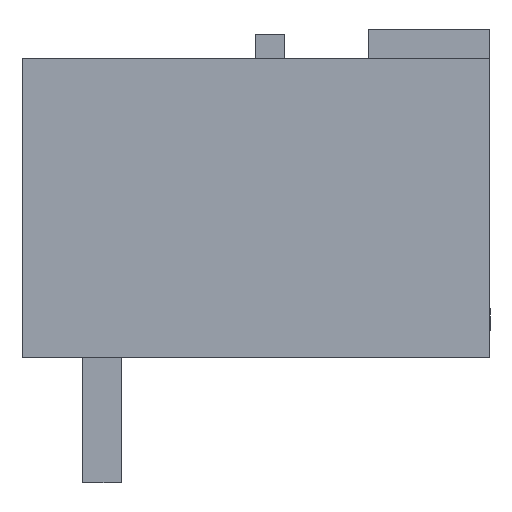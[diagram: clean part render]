
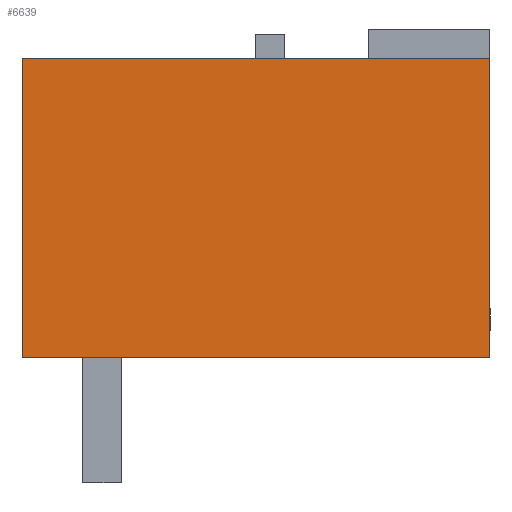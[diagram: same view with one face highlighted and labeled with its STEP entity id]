
A CAD part, left-side view. The second image highlights one B-rep face of the part: STEP entity #6639.
In plain terms, the highlighted planar face has unit normal (-1, 0, 0).
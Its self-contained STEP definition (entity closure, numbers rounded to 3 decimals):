
#6626=AXIS2_PLACEMENT_3D('Plane Axis2P3D',#6623,#6624,#6625) ;
#4886=CARTESIAN_POINT('Vertex',(0.,12.,3.2)) ;
#4889=CARTESIAN_POINT('Line Origine',(0.,12.,7.04)) ;
#4893=CARTESIAN_POINT('Vertex',(0.,12.,10.88)) ;
#5425=CARTESIAN_POINT('Vertex',(0.,0.,10.88)) ;
#5428=CARTESIAN_POINT('Line Origine',(0.,0.,7.04)) ;
#5432=CARTESIAN_POINT('Vertex',(0.,0.,3.2)) ;
#6524=CARTESIAN_POINT('Line Origine',(0.,6.,10.88)) ;
#6623=CARTESIAN_POINT('Axis2P3D Location',(0.,0.,10.88)) ;
#6628=CARTESIAN_POINT('Line Origine',(0.,6.,3.2)) ;
#4890=DIRECTION('Vector Direction',(0.,0.,-1.)) ;
#5429=DIRECTION('Vector Direction',(0.,0.,-1.)) ;
#6525=DIRECTION('Vector Direction',(0.,1.,0.)) ;
#6624=DIRECTION('Axis2P3D Direction',(1.,0.,0.)) ;
#6625=DIRECTION('Axis2P3D XDirection',(0.,0.,-1.)) ;
#6629=DIRECTION('Vector Direction',(0.,1.,0.)) ;
#4891=VECTOR('Line Direction',#4890,1.) ;
#5430=VECTOR('Line Direction',#5429,1.) ;
#6526=VECTOR('Line Direction',#6525,1.) ;
#6630=VECTOR('Line Direction',#6629,1.) ;
#6634=ORIENTED_EDGE('',*,*,#6632,.F.) ;
#6635=ORIENTED_EDGE('',*,*,#5434,.F.) ;
#6636=ORIENTED_EDGE('',*,*,#6528,.T.) ;
#6637=ORIENTED_EDGE('',*,*,#4895,.F.) ;
#6639=ADVANCED_FACE('HOUSING',(#6638),#6627,.F.) ;
#4895=EDGE_CURVE('',#4887,#4894,#4892,.F.) ;
#5434=EDGE_CURVE('',#5426,#5433,#5431,.T.) ;
#6528=EDGE_CURVE('',#5426,#4894,#6527,.T.) ;
#6632=EDGE_CURVE('',#5433,#4887,#6631,.T.) ;
#6633=EDGE_LOOP('',(#6634,#6635,#6636,#6637)) ;
#6638=FACE_OUTER_BOUND('',#6633,.T.) ;
#4892=LINE('Line',#4889,#4891) ;
#5431=LINE('Line',#5428,#5430) ;
#6527=LINE('Line',#6524,#6526) ;
#6631=LINE('Line',#6628,#6630) ;
#6627=PLANE('',#6626) ;
#4887=VERTEX_POINT('',#4886) ;
#4894=VERTEX_POINT('',#4893) ;
#5426=VERTEX_POINT('',#5425) ;
#5433=VERTEX_POINT('',#5432) ;
